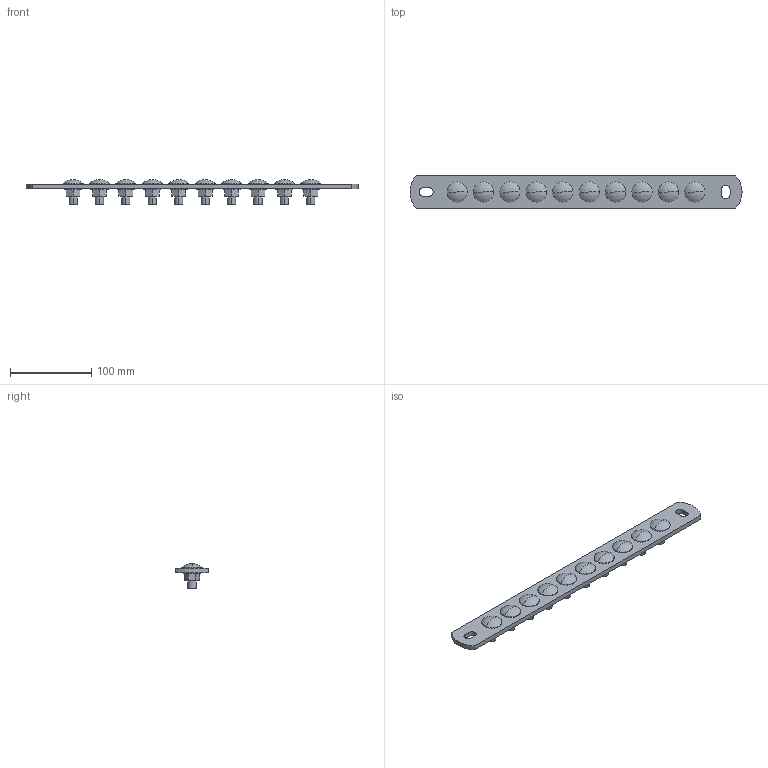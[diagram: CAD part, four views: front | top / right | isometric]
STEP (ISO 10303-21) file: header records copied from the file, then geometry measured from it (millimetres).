
FILE_DESCRIPTION (( 'STEP AP214' ), '1' );
FILE_NAME ('5015866.STP', '2018-12-15T12:17:13', ( '' ), ( '' ), 'SwSTEP 2.0', 'SolidWorks 2016', '' );
FILE_SCHEMA (( 'AUTOMOTIVE_DESIGN' ));
Length unit declared in the file: millimetre
Products named in the file (7): Potential-Ausgleichschiene; Federscheibe10-01.2.1.2.1; Kontaktleiste; P_0000004661_1_verkürzter_Vierkant; Sechskantmutter_DIN_934-M10; 5015866; Assembly-1
Assembly tree (33 placements, depth 4):
  5015866
    Assembly-1
      Potential-Ausgleichschiene
        Sechskantmutter_DIN_934-M10  x10
        P_0000004661_1_verkürzter_Vierkant  x10
        Kontaktleiste
        Federscheibe10-01.2.1.2.1  x10
Bounding box: 408.4 x 40 x 30.38 mm (x, y, z)
Volume: 142516.5 mm3; surface area: 73567.7 mm2
Topology: 31 solids, 31 shells, 386 faces, 922 edges, 618 vertices
Faces by surface type: plane 218, cylinder 148, sphere 20
Entity records: 4594 total; most frequent: DIRECTION 792, CARTESIAN_POINT 740, ORIENTED_EDGE 692, EDGE_CURVE 346, AXIS2_PLACEMENT_3D 283, VERTEX_POINT 231, VECTOR 226, LINE 226
